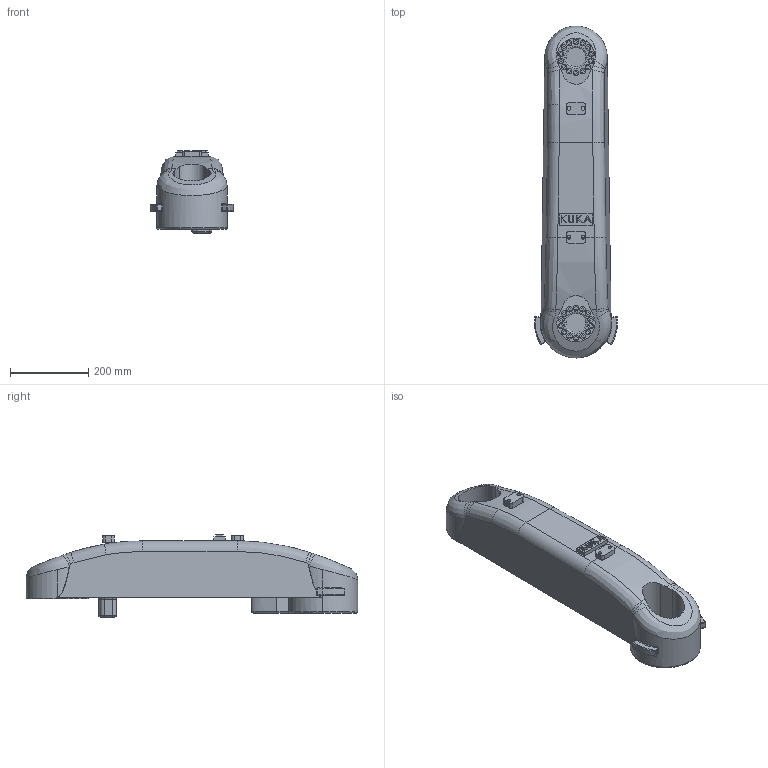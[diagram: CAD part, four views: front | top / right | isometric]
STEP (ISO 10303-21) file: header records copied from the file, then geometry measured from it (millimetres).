
FILE_DESCRIPTION (( 'STEP AP203' ), '1' );
FILE_NAME ('lower arm_Default_sldprt.STEP', '2020-05-15T02:53:08', ( '' ), ( '' ), 'SwSTEP 2.0', 'SolidWorks 2018', '' );
FILE_SCHEMA (( 'CONFIG_CONTROL_DESIGN' ));
Length unit declared in the file: millimetre
Products named in the file (1): lower arm_Default_sldprt
Bounding box: 212.55 x 850 x 210 mm (x, y, z)
Volume: 16226991.2 mm3; surface area: 599394.3 mm2
Topology: 2 solids, 2 shells, 534 faces, 1307 edges, 836 vertices
Faces by surface type: plane 313, cylinder 137, bspline 39, torus 33, sphere 12
Entity records: 18420 total; most frequent: CARTESIAN_POINT 5979, ORIENTED_EDGE 2582, DIRECTION 2495, EDGE_CURVE 1291, VECTOR 845, LINE 845, VERTEX_POINT 828, AXIS2_PLACEMENT_3D 825
